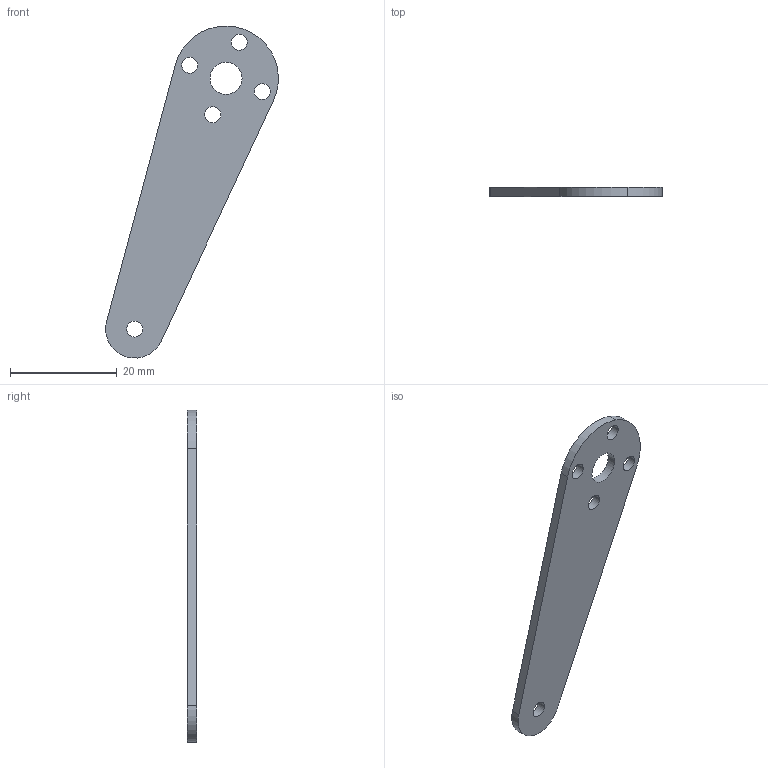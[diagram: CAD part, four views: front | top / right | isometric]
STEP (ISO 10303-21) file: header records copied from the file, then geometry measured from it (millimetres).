
FILE_DESCRIPTION (( 'STEP AP203' ), '1' );
FILE_NAME ('A1P1.step_Default_sldprt.STEP', '2025-07-03T11:07:04', ( '' ), ( '' ), 'SwSTEP 2.0', 'SolidWorks 2024', '' );
FILE_SCHEMA (( 'CONFIG_CONTROL_DESIGN' ));
Length unit declared in the file: metre
Products named in the file (1): A1P1.step_Default_sldprt
Bounding box: 32.35 x 1.7 x 62.23 mm (x, y, z)
Volume: 1531.8 mm3; surface area: 2166.5 mm2
Topology: 1 solids, 1 shells, 19 faces, 51 edges, 34 vertices
Faces by surface type: cylinder 15, plane 4
Entity records: 716 total; most frequent: DIRECTION 121, CARTESIAN_POINT 105, ORIENTED_EDGE 102, EDGE_CURVE 51, AXIS2_PLACEMENT_3D 50, VERTEX_POINT 34, EDGE_LOOP 31, CIRCLE 30
